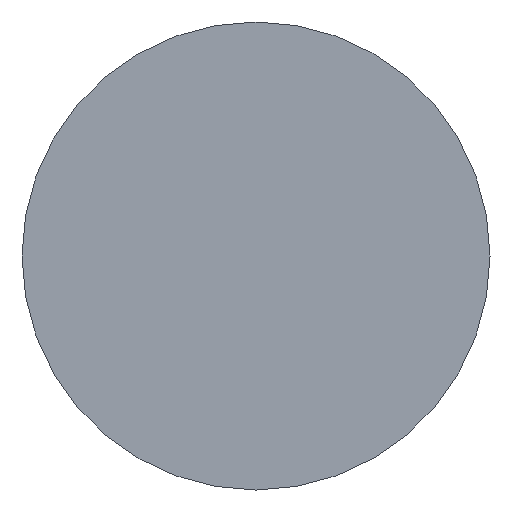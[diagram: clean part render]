
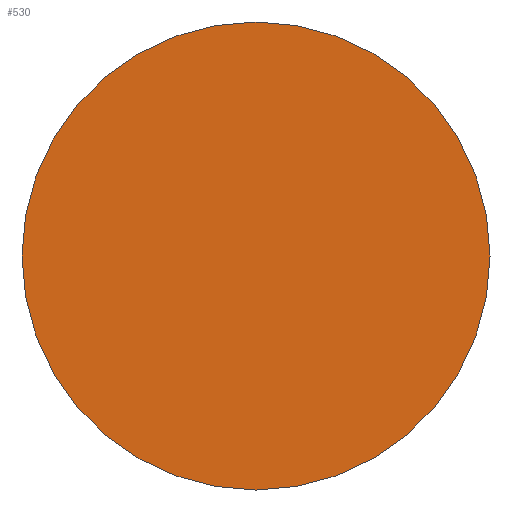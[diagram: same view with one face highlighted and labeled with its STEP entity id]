
A CAD part, left-side view. The second image highlights one B-rep face of the part: STEP entity #530.
In plain terms, the highlighted planar face has unit normal (-1, 0, 0).
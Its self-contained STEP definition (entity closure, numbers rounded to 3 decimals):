
#24 = CARTESIAN_POINT ( 'NONE',  ( -97., 0., 0. ) ) ;
#76 = DIRECTION ( 'NONE',  ( 0., 0., 1. ) ) ;
#85 = CIRCLE ( 'NONE', #378, 31.5 ) ;
#117 = CARTESIAN_POINT ( 'NONE',  ( -97., 0., 0. ) ) ;
#196 = FACE_OUTER_BOUND ( 'NONE', #860, .T. ) ;
#309 = DIRECTION ( 'NONE',  ( -1., 0., 0. ) ) ;
#378 = AXIS2_PLACEMENT_3D ( 'NONE', #416, #309, #887 ) ;
#416 = CARTESIAN_POINT ( 'NONE',  ( -97., 0., 0. ) ) ;
#486 = EDGE_CURVE ( 'NONE', #571, #1066, #85, .T. ) ;
#530 = ADVANCED_FACE ( 'NONE', ( #196 ), #611, .T. ) ;
#537 = AXIS2_PLACEMENT_3D ( 'NONE', #117, #1286, #76 ) ;
#571 = VERTEX_POINT ( 'NONE', #1160 ) ;
#609 = DIRECTION ( 'NONE',  ( -1., 0., 0. ) ) ;
#611 = PLANE ( 'NONE',  #537 ) ;
#630 = CARTESIAN_POINT ( 'NONE',  ( -97., 31.5, 0. ) ) ;
#702 = AXIS2_PLACEMENT_3D ( 'NONE', #24, #609, #904 ) ;
#778 = EDGE_CURVE ( 'NONE', #1066, #571, #912, .T. ) ;
#860 = EDGE_LOOP ( 'NONE', ( #1063, #903 ) ) ;
#887 = DIRECTION ( 'NONE',  ( 0., 0., 1. ) ) ;
#903 = ORIENTED_EDGE ( 'NONE', *, *, #486, .T. ) ;
#904 = DIRECTION ( 'NONE',  ( 0., 0., 1. ) ) ;
#912 = CIRCLE ( 'NONE', #702, 31.5 ) ;
#1063 = ORIENTED_EDGE ( 'NONE', *, *, #778, .T. ) ;
#1066 = VERTEX_POINT ( 'NONE', #630 ) ;
#1160 = CARTESIAN_POINT ( 'NONE',  ( -97., -31.5, 0. ) ) ;
#1286 = DIRECTION ( 'NONE',  ( -1., 0., 0. ) ) ;
